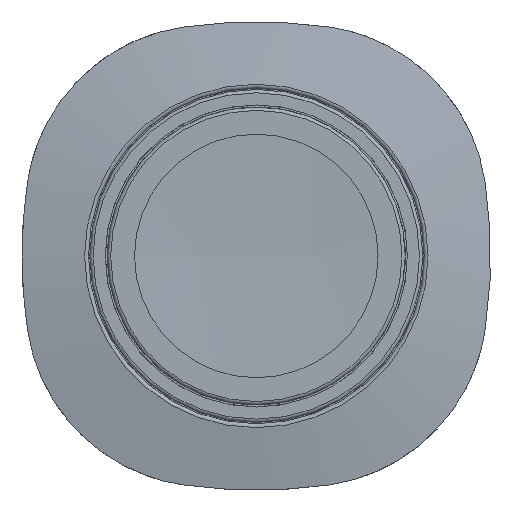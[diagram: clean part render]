
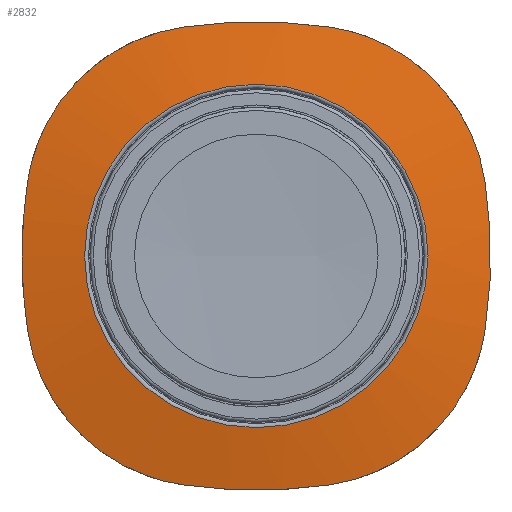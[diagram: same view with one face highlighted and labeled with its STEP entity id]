
A CAD part, top view. The second image highlights one B-rep face of the part: STEP entity #2832.
In plain terms, the highlighted conical face has half-angle 80 degrees and reference radius 14.387 mm.
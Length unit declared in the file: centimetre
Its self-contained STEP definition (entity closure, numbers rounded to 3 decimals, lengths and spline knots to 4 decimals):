
#58=FACE_BOUND('',#581,.T.);
#107=CONICAL_SURFACE('',#3121,1.4387,80.);
#171=B_SPLINE_CURVE_WITH_KNOTS('',3,(#6489,#6490,#6491,#6492,#6493,#6494,
#6495),.UNSPECIFIED.,.F.,.F.,(4,3,4),(-0.438,0.,0.438),
 .UNSPECIFIED.);
#172=B_SPLINE_CURVE_WITH_KNOTS('',3,(#6497,#6498,#6499,#6500,#6501,#6502,
#6503,#6504,#6505,#6506,#6507,#6508,#6509,#6510),.UNSPECIFIED.,.F.,.F.,
(4,2,2,2,2,2,4),(0.4359,0.56,0.8401,
1.1201,1.4001,1.6801,1.8043),
 .UNSPECIFIED.);
#173=B_SPLINE_CURVE_WITH_KNOTS('',3,(#6512,#6513,#6514,#6515,#6516,#6517),
 .UNSPECIFIED.,.F.,.F.,(4,2,4),(2.5171,2.9551,3.3931),
 .UNSPECIFIED.);
#174=B_SPLINE_CURVE_WITH_KNOTS('',3,(#6519,#6520,#6521,#6522,#6523,#6524,
#6525,#6526,#6527,#6528,#6529,#6530,#6531,#6532),.UNSPECIFIED.,.F.,.F.,
(4,2,2,2,2,2,4),(2.0983,2.2225,2.5025,2.7825,
3.0625,3.3426,3.4667),.UNSPECIFIED.);
#175=B_SPLINE_CURVE_WITH_KNOTS('',3,(#6534,#6535,#6536,#6537,#6538,#6539),
 .UNSPECIFIED.,.F.,.F.,(4,2,4),(8.6666,9.1046,9.5426),
 .UNSPECIFIED.);
#176=B_SPLINE_CURVE_WITH_KNOTS('',3,(#6541,#6542,#6543,#6544,#6545,#6546,
#6547,#6548,#6549,#6550,#6551,#6552,#6553,#6554),.UNSPECIFIED.,.F.,.F.,
(4,2,2,2,2,2,4),(3.2004,3.3245,3.6045,3.8846,
4.1646,4.4446,4.5688),.UNSPECIFIED.);
#177=B_SPLINE_CURVE_WITH_KNOTS('',3,(#6556,#6557,#6558,#6559,#6560,#6561),
 .UNSPECIFIED.,.F.,.F.,(4,2,4),(14.8161,15.2541,15.6921),
 .UNSPECIFIED.);
#178=B_SPLINE_CURVE_WITH_KNOTS('',3,(#6562,#6563,#6564,#6565,#6566,#6567,
#6568,#6569,#6570,#6571,#6572,#6573,#6574,#6575),.UNSPECIFIED.,.F.,.F.,
(4,2,2,2,2,2,4),(4.8628,4.987,5.267,5.547,
5.827,6.107,6.2312),.UNSPECIFIED.);
#366=FACE_OUTER_BOUND('',#580,.T.);
#580=EDGE_LOOP('',(#2219,#2220,#2221,#2222,#2223,#2224,#2225,#2226));
#581=EDGE_LOOP('',(#2227));
#786=CIRCLE('',#3119,1.026);
#1332=VERTEX_POINT('',#6482);
#1334=VERTEX_POINT('',#6487);
#1335=VERTEX_POINT('',#6488);
#1336=VERTEX_POINT('',#6496);
#1337=VERTEX_POINT('',#6511);
#1338=VERTEX_POINT('',#6518);
#1339=VERTEX_POINT('',#6533);
#1340=VERTEX_POINT('',#6540);
#1341=VERTEX_POINT('',#6555);
#1662=EDGE_CURVE('',#1332,#1332,#786,.T.);
#1664=EDGE_CURVE('',#1334,#1335,#171,.T.);
#1665=EDGE_CURVE('',#1335,#1336,#172,.T.);
#1666=EDGE_CURVE('',#1336,#1337,#173,.T.);
#1667=EDGE_CURVE('',#1337,#1338,#174,.T.);
#1668=EDGE_CURVE('',#1338,#1339,#175,.T.);
#1669=EDGE_CURVE('',#1339,#1340,#176,.T.);
#1670=EDGE_CURVE('',#1340,#1341,#177,.T.);
#1671=EDGE_CURVE('',#1341,#1334,#178,.T.);
#2219=ORIENTED_EDGE('',*,*,#1664,.T.);
#2220=ORIENTED_EDGE('',*,*,#1665,.T.);
#2221=ORIENTED_EDGE('',*,*,#1666,.T.);
#2222=ORIENTED_EDGE('',*,*,#1667,.T.);
#2223=ORIENTED_EDGE('',*,*,#1668,.T.);
#2224=ORIENTED_EDGE('',*,*,#1669,.T.);
#2225=ORIENTED_EDGE('',*,*,#1670,.T.);
#2226=ORIENTED_EDGE('',*,*,#1671,.T.);
#2227=ORIENTED_EDGE('',*,*,#1662,.F.);
#2832=ADVANCED_FACE('',(#366,#58),#107,.T.);
#3119=AXIS2_PLACEMENT_3D('',#6483,#3737,#3738);
#3121=AXIS2_PLACEMENT_3D('',#6486,#3741,#3742);
#3737=DIRECTION('center_axis',(0.,0.,
1.));
#3738=DIRECTION('ref_axis',(1.,0.,0.));
#3741=DIRECTION('center_axis',(0.,0.,
-1.));
#3742=DIRECTION('ref_axis',(-1.,0.,0.));
#6482=CARTESIAN_POINT('',(-1.0316,0.0288,2.6297));
#6483=CARTESIAN_POINT('Origin',(-0.0056,0.0288,
2.6297));
#6486=CARTESIAN_POINT('Origin',(-0.0056,0.0288,
2.5569));
#6487=CARTESIAN_POINT('',(-1.373,0.4699,2.5573));
#6488=CARTESIAN_POINT('',(-1.373,-0.4123,2.5573));
#6489=CARTESIAN_POINT('Ctrl Pts',(-1.373,0.4699,2.5573));
#6490=CARTESIAN_POINT('Ctrl Pts',(-1.3949,0.3226,2.5616));
#6491=CARTESIAN_POINT('Ctrl Pts',(-1.4056,0.1748,2.5637));
#6492=CARTESIAN_POINT('Ctrl Pts',(-1.4056,0.0288,
2.5637));
#6493=CARTESIAN_POINT('Ctrl Pts',(-1.4056,-0.1172,2.5637));
#6494=CARTESIAN_POINT('Ctrl Pts',(-1.3949,-0.265,
2.5616));
#6495=CARTESIAN_POINT('Ctrl Pts',(-1.373,-0.4123,
2.5573));
#6496=CARTESIAN_POINT('',(-0.4467,-1.3386,2.5573));
#6497=CARTESIAN_POINT('Ctrl Pts',(-1.373,-0.4123,
2.5573));
#6498=CARTESIAN_POINT('Ctrl Pts',(-1.3667,-0.4546,2.556));
#6499=CARTESIAN_POINT('Ctrl Pts',(-1.3579,-0.4965,
2.5549));
#6500=CARTESIAN_POINT('Ctrl Pts',(-1.3216,-0.6309,2.5516));
#6501=CARTESIAN_POINT('Ctrl Pts',(-1.284,-0.7208,
2.5498));
#6502=CARTESIAN_POINT('Ctrl Pts',(-1.1876,-0.8865,
2.5475));
#6503=CARTESIAN_POINT('Ctrl Pts',(-1.1288,-0.9624,
2.547));
#6504=CARTESIAN_POINT('Ctrl Pts',(-0.9968,-1.0944,
2.547));
#6505=CARTESIAN_POINT('Ctrl Pts',(-0.9209,-1.1532,2.5475));
#6506=CARTESIAN_POINT('Ctrl Pts',(-0.7552,-1.2496,
2.5498));
#6507=CARTESIAN_POINT('Ctrl Pts',(-0.6653,-1.2872,2.5516));
#6508=CARTESIAN_POINT('Ctrl Pts',(-0.5309,-1.3236,
2.5549));
#6509=CARTESIAN_POINT('Ctrl Pts',(-0.489,-1.3323,
2.556));
#6510=CARTESIAN_POINT('Ctrl Pts',(-0.4467,-1.3386,
2.5573));
#6511=CARTESIAN_POINT('',(0.4355,-1.3386,2.5573));
#6512=CARTESIAN_POINT('Ctrl Pts',(-0.4467,-1.3386,
2.5573));
#6513=CARTESIAN_POINT('Ctrl Pts',(-0.2994,-1.3605,
2.5616));
#6514=CARTESIAN_POINT('Ctrl Pts',(-0.1516,-1.3712,2.5637));
#6515=CARTESIAN_POINT('Ctrl Pts',(0.1404,-1.3712,2.5637));
#6516=CARTESIAN_POINT('Ctrl Pts',(0.2882,-1.3605,2.5616));
#6517=CARTESIAN_POINT('Ctrl Pts',(0.4355,-1.3386,2.5573));
#6518=CARTESIAN_POINT('',(1.3618,-0.4123,2.5573));
#6519=CARTESIAN_POINT('Ctrl Pts',(0.4355,-1.3386,2.5573));
#6520=CARTESIAN_POINT('Ctrl Pts',(0.4778,-1.3323,2.556));
#6521=CARTESIAN_POINT('Ctrl Pts',(0.5197,-1.3236,2.5549));
#6522=CARTESIAN_POINT('Ctrl Pts',(0.6541,-1.2872,2.5516));
#6523=CARTESIAN_POINT('Ctrl Pts',(0.744,-1.2496,2.5498));
#6524=CARTESIAN_POINT('Ctrl Pts',(0.9097,-1.1532,2.5475));
#6525=CARTESIAN_POINT('Ctrl Pts',(0.9856,-1.0944,2.547));
#6526=CARTESIAN_POINT('Ctrl Pts',(1.1176,-0.9624,2.547));
#6527=CARTESIAN_POINT('Ctrl Pts',(1.1764,-0.8865,2.5475));
#6528=CARTESIAN_POINT('Ctrl Pts',(1.2728,-0.7208,2.5498));
#6529=CARTESIAN_POINT('Ctrl Pts',(1.3104,-0.6309,2.5516));
#6530=CARTESIAN_POINT('Ctrl Pts',(1.3468,-0.4965,2.5549));
#6531=CARTESIAN_POINT('Ctrl Pts',(1.3555,-0.4546,2.556));
#6532=CARTESIAN_POINT('Ctrl Pts',(1.3618,-0.4123,2.5573));
#6533=CARTESIAN_POINT('',(1.3618,0.4699,2.5573));
#6534=CARTESIAN_POINT('Ctrl Pts',(1.3618,-0.4123,2.5573));
#6535=CARTESIAN_POINT('Ctrl Pts',(1.3837,-0.265,2.5616));
#6536=CARTESIAN_POINT('Ctrl Pts',(1.3944,-0.1172,2.5637));
#6537=CARTESIAN_POINT('Ctrl Pts',(1.3944,0.1748,2.5637));
#6538=CARTESIAN_POINT('Ctrl Pts',(1.3837,0.3226,2.5616));
#6539=CARTESIAN_POINT('Ctrl Pts',(1.3618,0.4699,2.5573));
#6540=CARTESIAN_POINT('',(0.4355,1.3962,2.5573));
#6541=CARTESIAN_POINT('Ctrl Pts',(1.3618,0.4699,2.5573));
#6542=CARTESIAN_POINT('Ctrl Pts',(1.3555,0.5121,2.556));
#6543=CARTESIAN_POINT('Ctrl Pts',(1.3468,0.5541,2.5549));
#6544=CARTESIAN_POINT('Ctrl Pts',(1.3104,0.6885,2.5516));
#6545=CARTESIAN_POINT('Ctrl Pts',(1.2728,0.7783,2.5498));
#6546=CARTESIAN_POINT('Ctrl Pts',(1.1764,0.9441,2.5475));
#6547=CARTESIAN_POINT('Ctrl Pts',(1.1176,1.0199,2.547));
#6548=CARTESIAN_POINT('Ctrl Pts',(0.9856,1.1519,2.547));
#6549=CARTESIAN_POINT('Ctrl Pts',(0.9097,1.2108,2.5475));
#6550=CARTESIAN_POINT('Ctrl Pts',(0.744,1.3072,2.5498));
#6551=CARTESIAN_POINT('Ctrl Pts',(0.6541,1.3448,2.5516));
#6552=CARTESIAN_POINT('Ctrl Pts',(0.5197,1.3811,2.5549));
#6553=CARTESIAN_POINT('Ctrl Pts',(0.4778,1.3899,2.556));
#6554=CARTESIAN_POINT('Ctrl Pts',(0.4355,1.3962,2.5573));
#6555=CARTESIAN_POINT('',(-0.4467,1.3962,2.5573));
#6556=CARTESIAN_POINT('Ctrl Pts',(0.4355,1.3962,2.5573));
#6557=CARTESIAN_POINT('Ctrl Pts',(0.2882,1.4181,2.5616));
#6558=CARTESIAN_POINT('Ctrl Pts',(0.1404,1.4288,2.5637));
#6559=CARTESIAN_POINT('Ctrl Pts',(-0.1516,1.4288,2.5637));
#6560=CARTESIAN_POINT('Ctrl Pts',(-0.2994,1.4181,2.5616));
#6561=CARTESIAN_POINT('Ctrl Pts',(-0.4467,1.3962,2.5573));
#6562=CARTESIAN_POINT('Ctrl Pts',(-0.4467,1.3962,2.5573));
#6563=CARTESIAN_POINT('Ctrl Pts',(-0.489,1.3899,2.556));
#6564=CARTESIAN_POINT('Ctrl Pts',(-0.5309,1.3811,2.5549));
#6565=CARTESIAN_POINT('Ctrl Pts',(-0.6653,1.3448,2.5516));
#6566=CARTESIAN_POINT('Ctrl Pts',(-0.7552,1.3072,2.5498));
#6567=CARTESIAN_POINT('Ctrl Pts',(-0.9209,1.2108,2.5475));
#6568=CARTESIAN_POINT('Ctrl Pts',(-0.9968,1.1519,2.547));
#6569=CARTESIAN_POINT('Ctrl Pts',(-1.1288,1.0199,2.547));
#6570=CARTESIAN_POINT('Ctrl Pts',(-1.1876,0.9441,2.5475));
#6571=CARTESIAN_POINT('Ctrl Pts',(-1.284,0.7783,2.5498));
#6572=CARTESIAN_POINT('Ctrl Pts',(-1.3216,0.6885,2.5516));
#6573=CARTESIAN_POINT('Ctrl Pts',(-1.3579,0.5541,2.5549));
#6574=CARTESIAN_POINT('Ctrl Pts',(-1.3667,0.5121,2.556));
#6575=CARTESIAN_POINT('Ctrl Pts',(-1.373,0.4699,2.5573));
